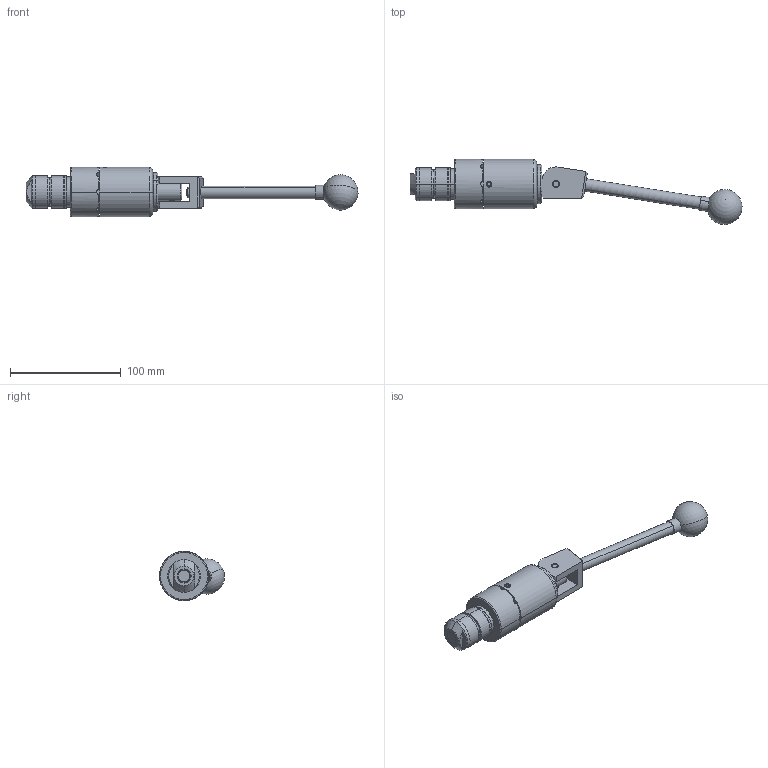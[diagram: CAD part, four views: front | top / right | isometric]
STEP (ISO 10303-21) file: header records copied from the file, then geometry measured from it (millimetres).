
FILE_DESCRIPTION (( 'STEP AP214' ), '1' );
FILE_NAME ('CTSC-003548.STEP', '2025-05-28T12:09:50', ( '' ), ( '' ), 'SwSTEP 2.0', 'SolidWorks 2023', '' );
FILE_SCHEMA (( 'AUTOMOTIVE_DESIGN' ));
Length unit declared in the file: inch
Products named in the file (1): CTSC-003548
Bounding box: 299.48 x 58.69 x 44.45 mm (x, y, z)
Volume: 192395.6 mm3; surface area: 45198.1 mm2
Topology: 10 solids, 10 shells, 254 faces, 609 edges, 387 vertices
Faces by surface type: cylinder 102, plane 93, cone 38, torus 16, bspline 3, sphere 2
Entity records: 12066 total; most frequent: CARTESIAN_POINT 2782, DIRECTION 1258, ORIENTED_EDGE 1204, EDGE_CURVE 602, AXIS2_PLACEMENT_3D 498, VERTEX_POINT 384, EDGE_LOOP 290, LINE 262
